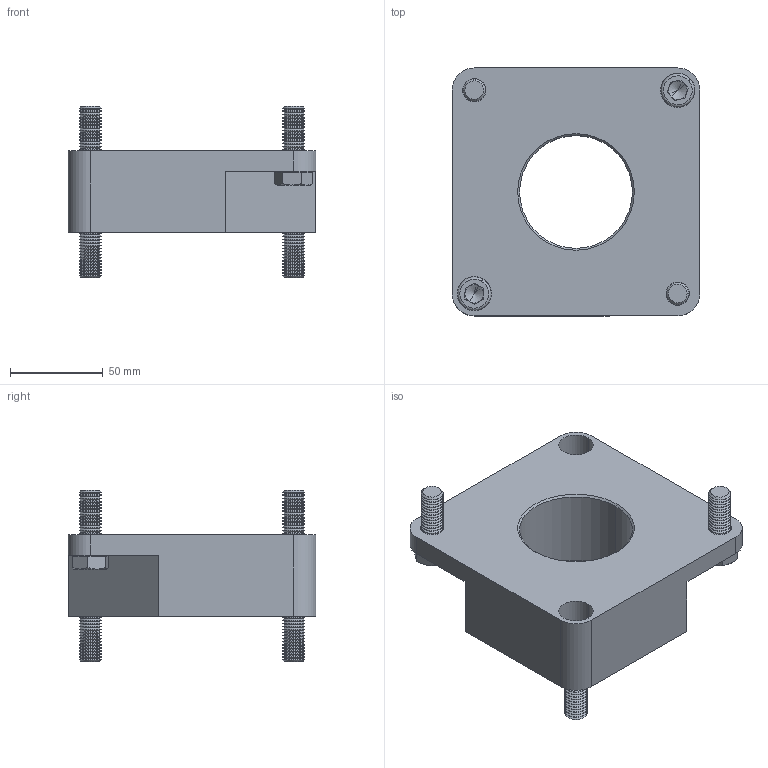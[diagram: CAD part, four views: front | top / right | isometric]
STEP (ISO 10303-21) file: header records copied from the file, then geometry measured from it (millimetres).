
FILE_DESCRIPTION (( 'STEP AP214' ), '1' );
FILE_NAME ('NKD125A.STEP', '2016-12-23T16:44:07', ( '' ), ( '' ), 'SwSTEP 2.0', 'SolidWorks 2016', '' );
FILE_SCHEMA (( 'AUTOMOTIVE_DESIGN' ));
Length unit declared in the file: millimetre
Products named in the file (1): 21_196_2
Bounding box: 134 x 134 x 92.5 mm (x, y, z)
Volume: 575658.9 mm3; surface area: 76030.2 mm2
Topology: 5 solids, 5 shells, 556 faces, 1410 edges, 870 vertices
Faces by surface type: cone 300, cylinder 170, plane 74, torus 12
Entity records: 17200 total; most frequent: DIRECTION 3312, CARTESIAN_POINT 2977, ORIENTED_EDGE 2812, EDGE_CURVE 1406, AXIS2_PLACEMENT_3D 1373, VERTEX_POINT 870, CIRCLE 816, EDGE_LOOP 572
